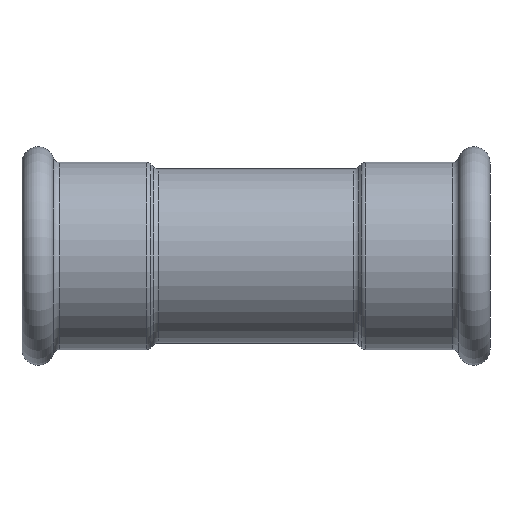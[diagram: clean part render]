
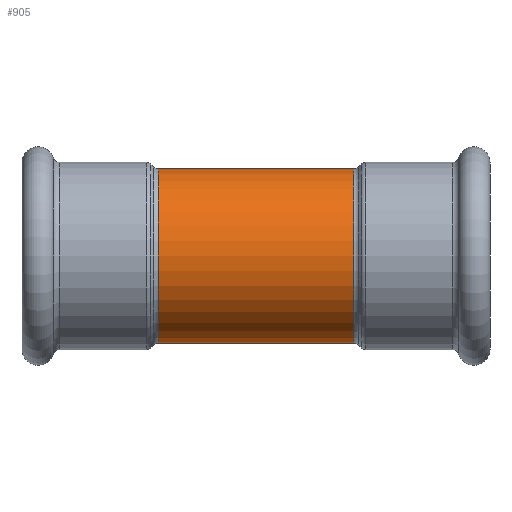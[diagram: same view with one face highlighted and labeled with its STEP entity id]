
A CAD part, front view. The second image highlights one B-rep face of the part: STEP entity #905.
In plain terms, the highlighted cylindrical face has radius 27 mm (diameter 54 mm), a partial arc.
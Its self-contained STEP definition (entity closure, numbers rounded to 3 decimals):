
#97 = DIRECTION ( 'NONE',  ( -1., 0., 0. ) ) ;
#344 = ORIENTED_EDGE ( 'NONE', *, *, #401, .T. ) ;
#374 = DIRECTION ( 'NONE',  ( 0., 0., 1. ) ) ;
#401 = EDGE_CURVE ( 'NONE', #494, #1744, #915, .T. ) ;
#472 = ORIENTED_EDGE ( 'NONE', *, *, #2734, .F. ) ;
#494 = VERTEX_POINT ( 'NONE', #3040 ) ;
#599 = VERTEX_POINT ( 'NONE', #3334 ) ;
#627 = CARTESIAN_POINT ( 'NONE',  ( -30.343, 0., 0. ) ) ;
#708 = CARTESIAN_POINT ( 'NONE',  ( 30.343, 0., 0. ) ) ;
#724 = DIRECTION ( 'NONE',  ( 0., 0., 1. ) ) ;
#803 = EDGE_CURVE ( 'NONE', #494, #3331, #2933, .T. ) ;
#905 = ADVANCED_FACE ( 'NONE', ( #3076 ), #1742, .T. ) ;
#915 = CIRCLE ( 'NONE', #1614, 27. ) ;
#965 = CARTESIAN_POINT ( 'NONE',  ( 30.343, 0., 27. ) ) ;
#971 = DIRECTION ( 'NONE',  ( -1., 0., 0. ) ) ;
#1203 = CARTESIAN_POINT ( 'NONE',  ( -30.343, 0., -27. ) ) ;
#1600 = CARTESIAN_POINT ( 'NONE',  ( -71., 0., 27. ) ) ;
#1614 = AXIS2_PLACEMENT_3D ( 'NONE', #708, #1773, #724 ) ;
#1742 = CYLINDRICAL_SURFACE ( 'NONE', #2961, 27. ) ;
#1744 = VERTEX_POINT ( 'NONE', #965 ) ;
#1773 = DIRECTION ( 'NONE',  ( -1., 0., 0. ) ) ;
#2076 = ORIENTED_EDGE ( 'NONE', *, *, #803, .F. ) ;
#2128 = CIRCLE ( 'NONE', #3082, 27. ) ;
#2156 = ORIENTED_EDGE ( 'NONE', *, *, #3214, .T. ) ;
#2273 = DIRECTION ( 'NONE',  ( 0., 0., 1. ) ) ;
#2361 = VECTOR ( 'NONE', #97, 1000. ) ;
#2393 = DIRECTION ( 'NONE',  ( -1., 0., 0. ) ) ;
#2558 = EDGE_LOOP ( 'NONE', ( #2076, #344, #2156, #472 ) ) ;
#2734 = EDGE_CURVE ( 'NONE', #3331, #599, #2128, .T. ) ;
#2760 = DIRECTION ( 'NONE',  ( -1., 0., 0. ) ) ;
#2933 = LINE ( 'NONE', #2973, #3356 ) ;
#2961 = AXIS2_PLACEMENT_3D ( 'NONE', #3093, #971, #2273 ) ;
#2973 = CARTESIAN_POINT ( 'NONE',  ( -71., 0., -27. ) ) ;
#3040 = CARTESIAN_POINT ( 'NONE',  ( 30.343, 0., -27. ) ) ;
#3076 = FACE_OUTER_BOUND ( 'NONE', #2558, .T. ) ;
#3082 = AXIS2_PLACEMENT_3D ( 'NONE', #627, #2760, #374 ) ;
#3093 = CARTESIAN_POINT ( 'NONE',  ( -71., 0., 0. ) ) ;
#3213 = LINE ( 'NONE', #1600, #2361 ) ;
#3214 = EDGE_CURVE ( 'NONE', #1744, #599, #3213, .T. ) ;
#3331 = VERTEX_POINT ( 'NONE', #1203 ) ;
#3334 = CARTESIAN_POINT ( 'NONE',  ( -30.343, 0., 27. ) ) ;
#3356 = VECTOR ( 'NONE', #2393, 1000. ) ;
